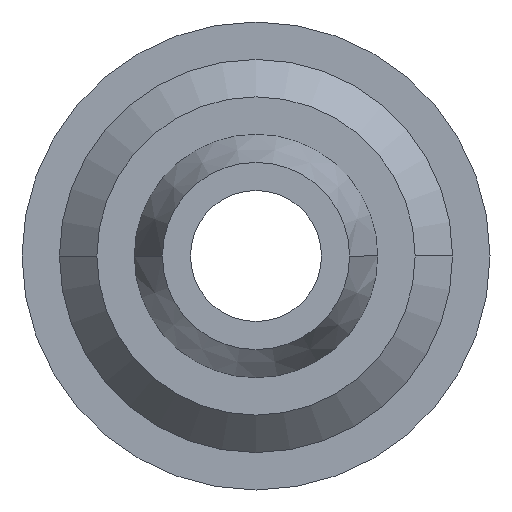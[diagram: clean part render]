
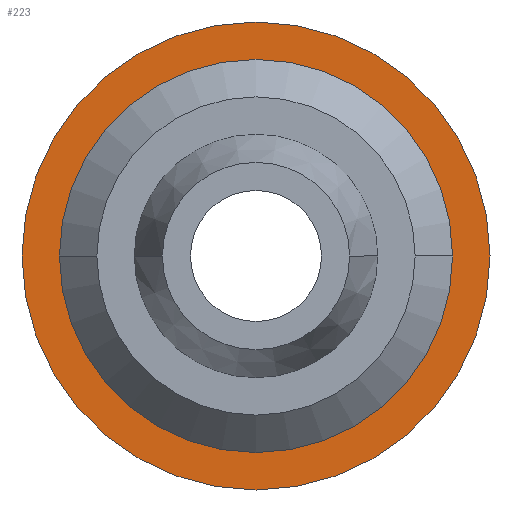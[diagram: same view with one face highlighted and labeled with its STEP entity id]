
A CAD part, front view. The second image highlights one B-rep face of the part: STEP entity #223.
In plain terms, the highlighted planar face has unit normal (0, -1, 0).
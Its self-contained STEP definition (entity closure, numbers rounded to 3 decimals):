
#10 = EDGE_CURVE ( 'NONE', #313, #338, #119, .T. ) ;
#22 = DIRECTION ( 'NONE',  ( -1., 0., 0. ) ) ;
#50 = DIRECTION ( 'NONE',  ( -1., 0., 0. ) ) ;
#55 = DIRECTION ( 'NONE',  ( 0., 1., 0. ) ) ;
#62 = VERTEX_POINT ( 'NONE', #167 ) ;
#71 = CARTESIAN_POINT ( 'NONE',  ( -10.5, 1., 0. ) ) ;
#90 = CIRCLE ( 'NONE', #262, 12.5 ) ;
#102 = ORIENTED_EDGE ( 'NONE', *, *, #108, .T. ) ;
#108 = EDGE_CURVE ( 'NONE', #338, #313, #395, .T. ) ;
#117 = DIRECTION ( 'NONE',  ( 0., 1., 0. ) ) ;
#119 = CIRCLE ( 'NONE', #310, 10.5 ) ;
#127 = CARTESIAN_POINT ( 'NONE',  ( 0., 1., 0. ) ) ;
#149 = EDGE_CURVE ( 'NONE', #62, #253, #373, .T. ) ;
#167 = CARTESIAN_POINT ( 'NONE',  ( -12.5, 1., 0. ) ) ;
#173 = CARTESIAN_POINT ( 'NONE',  ( 12.5, 1., 0. ) ) ;
#181 = ORIENTED_EDGE ( 'NONE', *, *, #149, .F. ) ;
#185 = EDGE_LOOP ( 'NONE', ( #181, #292 ) ) ;
#195 = AXIS2_PLACEMENT_3D ( 'NONE', #484, #55, #22 ) ;
#207 = CARTESIAN_POINT ( 'NONE',  ( 0., 1., 0. ) ) ;
#209 = FACE_BOUND ( 'NONE', #405, .T. ) ;
#217 = CARTESIAN_POINT ( 'NONE',  ( 0., 1., 0. ) ) ;
#219 = CARTESIAN_POINT ( 'NONE',  ( 0., 1., 0. ) ) ;
#223 = ADVANCED_FACE ( 'NONE', ( #330, #209 ), #260, .F. ) ;
#233 = EDGE_CURVE ( 'NONE', #253, #62, #90, .T. ) ;
#253 = VERTEX_POINT ( 'NONE', #173 ) ;
#260 = PLANE ( 'NONE',  #195 ) ;
#262 = AXIS2_PLACEMENT_3D ( 'NONE', #217, #355, #399 ) ;
#292 = ORIENTED_EDGE ( 'NONE', *, *, #233, .F. ) ;
#310 = AXIS2_PLACEMENT_3D ( 'NONE', #207, #428, #50 ) ;
#313 = VERTEX_POINT ( 'NONE', #462 ) ;
#330 = FACE_OUTER_BOUND ( 'NONE', #185, .T. ) ;
#338 = VERTEX_POINT ( 'NONE', #71 ) ;
#348 = DIRECTION ( 'NONE',  ( 0., 1., 0. ) ) ;
#355 = DIRECTION ( 'NONE',  ( 0., 1., 0. ) ) ;
#356 = ORIENTED_EDGE ( 'NONE', *, *, #10, .T. ) ;
#366 = DIRECTION ( 'NONE',  ( -1., 0., 0. ) ) ;
#373 = CIRCLE ( 'NONE', #482, 12.5 ) ;
#395 = CIRCLE ( 'NONE', #471, 10.5 ) ;
#399 = DIRECTION ( 'NONE',  ( -1., 0., 0. ) ) ;
#405 = EDGE_LOOP ( 'NONE', ( #102, #356 ) ) ;
#420 = DIRECTION ( 'NONE',  ( -1., 0., 0. ) ) ;
#428 = DIRECTION ( 'NONE',  ( 0., 1., 0. ) ) ;
#462 = CARTESIAN_POINT ( 'NONE',  ( 10.5, 1., 0. ) ) ;
#471 = AXIS2_PLACEMENT_3D ( 'NONE', #127, #117, #420 ) ;
#482 = AXIS2_PLACEMENT_3D ( 'NONE', #219, #348, #366 ) ;
#484 = CARTESIAN_POINT ( 'NONE',  ( 12.5, 1., 0. ) ) ;
